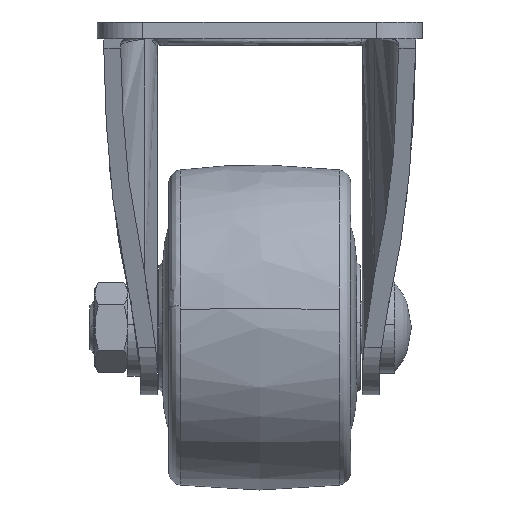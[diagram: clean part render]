
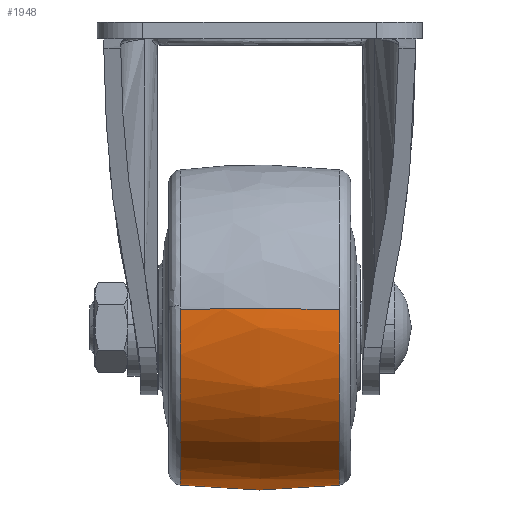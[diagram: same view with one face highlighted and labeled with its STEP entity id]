
A CAD part, left-side view. The second image highlights one B-rep face of the part: STEP entity #1948.
In plain terms, the highlighted free-form (B-spline) face has degree [2, 2] with [3, 9] control points.
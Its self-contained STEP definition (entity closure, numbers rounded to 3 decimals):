
#1449=CARTESIAN_POINT('',(7.437,-12.245,-23.921));
#1450=VERTEX_POINT('',#1449);
#1451=CARTESIAN_POINT('',(0.0,-12.245,-22.753));
#1452=VERTEX_POINT('',#1451);
#1453=CARTESIAN_POINT('',(7.437,-12.245,-23.921));
#1454=CARTESIAN_POINT('',(3.81,-12.245,-22.753));
#1455=CARTESIAN_POINT('',(0.0,-12.245,-22.753));
#1463=(BOUNDED_CURVE()B_SPLINE_CURVE(2,(#1453,#1454,#1455),.UNSPECIFIED.,.F.,.U.)B_SPLINE_CURVE_WITH_KNOTS((3,3),(0.448,0.5),.UNSPECIFIED.)CURVE()GEOMETRIC_REPRESENTATION_ITEM()RATIONAL_B_SPLINE_CURVE((0.903,0.939,1.0))REPRESENTATION_ITEM(''));
#1464=EDGE_CURVE('',#1450,#1452,#1463,.T.);
#1466=CARTESIAN_POINT('',(-24.085,-12.245,-44.2));
#1467=VERTEX_POINT('',#1466);
#1481=CARTESIAN_POINT('',(0.0,-12.245,-71.247));
#1482=VERTEX_POINT('',#1481);
#1483=CARTESIAN_POINT('',(-24.085,-12.245,-44.2));
#1484=CARTESIAN_POINT('',(-24.247,-12.245,-45.595));
#1485=CARTESIAN_POINT('',(-24.247,-12.245,-47.));
#1486=CARTESIAN_POINT('',(-24.247,-12.245,-71.247));
#1487=CARTESIAN_POINT('',(0.0,-12.245,-71.247));
#1495=(BOUNDED_CURVE()B_SPLINE_CURVE(2,(#1483,#1484,#1485,#1486,#1487),.UNSPECIFIED.,.F.,.U.)B_SPLINE_CURVE_WITH_KNOTS((3,2,3),(0.73,0.75,1.0),.UNSPECIFIED.)CURVE()GEOMETRIC_REPRESENTATION_ITEM()RATIONAL_B_SPLINE_CURVE((0.957,0.977,1.0,0.707,1.0))REPRESENTATION_ITEM(''));
#1496=EDGE_CURVE('',#1467,#1482,#1495,.T.);
#1498=CARTESIAN_POINT('',(24.093,-12.245,-44.264));
#1499=VERTEX_POINT('',#1498);
#1500=CARTESIAN_POINT('',(0.0,-12.245,-71.247));
#1501=CARTESIAN_POINT('',(24.247,-12.245,-71.247));
#1502=CARTESIAN_POINT('',(24.247,-12.245,-47.));
#1503=CARTESIAN_POINT('',(24.247,-12.245,-45.627));
#1504=CARTESIAN_POINT('',(24.093,-12.245,-44.264));
#1512=(BOUNDED_CURVE()B_SPLINE_CURVE(2,(#1500,#1501,#1502,#1503,#1504),.UNSPECIFIED.,.F.,.U.)B_SPLINE_CURVE_WITH_KNOTS((3,2,3),(0.0,0.25,0.27),.UNSPECIFIED.)CURVE()GEOMETRIC_REPRESENTATION_ITEM()RATIONAL_B_SPLINE_CURVE((1.0,0.707,1.0,0.977,0.958))REPRESENTATION_ITEM(''));
#1513=EDGE_CURVE('',#1482,#1499,#1512,.T.);
#1618=CARTESIAN_POINT('',(24.093,-12.245,-44.264));
#1619=CARTESIAN_POINT('',(22.327,-12.245,-28.72));
#1620=CARTESIAN_POINT('',(7.437,-12.245,-23.921));
#1628=(BOUNDED_CURVE()B_SPLINE_CURVE(2,(#1618,#1619,#1620),.UNSPECIFIED.,.F.,.U.)B_SPLINE_CURVE_WITH_KNOTS((3,3),(0.27,0.448),.UNSPECIFIED.)CURVE()GEOMETRIC_REPRESENTATION_ITEM()RATIONAL_B_SPLINE_CURVE((0.958,0.782,0.903))REPRESENTATION_ITEM(''));
#1629=EDGE_CURVE('',#1499,#1450,#1628,.T.);
#1672=CARTESIAN_POINT('',(24.241,12.245,-47.546));
#1673=VERTEX_POINT('',#1672);
#1674=CARTESIAN_POINT('',(0.0,12.245,-22.753));
#1675=VERTEX_POINT('',#1674);
#1676=CARTESIAN_POINT('',(24.241,12.245,-47.546));
#1677=CARTESIAN_POINT('',(24.247,12.245,-47.273));
#1678=CARTESIAN_POINT('',(24.247,12.245,-47.));
#1679=CARTESIAN_POINT('',(24.247,12.245,-22.753));
#1680=CARTESIAN_POINT('',(0.0,12.245,-22.753));
#1688=(BOUNDED_CURVE()B_SPLINE_CURVE(2,(#1676,#1677,#1678,#1679,#1680),.UNSPECIFIED.,.F.,.U.)B_SPLINE_CURVE_WITH_KNOTS((3,2,3),(0.246,0.25,0.5),.UNSPECIFIED.)CURVE()GEOMETRIC_REPRESENTATION_ITEM()RATIONAL_B_SPLINE_CURVE((0.991,0.995,1.0,0.707,1.0))REPRESENTATION_ITEM(''));
#1689=EDGE_CURVE('',#1673,#1675,#1688,.T.);
#1798=CARTESIAN_POINT('',(0.0,12.245,-71.247));
#1799=VERTEX_POINT('',#1798);
#1800=CARTESIAN_POINT('',(0.0,12.245,-71.247));
#1801=CARTESIAN_POINT('',(23.708,12.245,-71.247));
#1802=CARTESIAN_POINT('',(24.241,12.245,-47.546));
#1810=(BOUNDED_CURVE()B_SPLINE_CURVE(2,(#1800,#1801,#1802),.UNSPECIFIED.,.F.,.U.)B_SPLINE_CURVE_WITH_KNOTS((3,3),(0.0,0.246),.UNSPECIFIED.)CURVE()GEOMETRIC_REPRESENTATION_ITEM()RATIONAL_B_SPLINE_CURVE((1.0,0.712,0.991))REPRESENTATION_ITEM(''));
#1811=EDGE_CURVE('',#1799,#1673,#1810,.T.);
#1813=CARTESIAN_POINT('',(-24.085,12.245,-44.2));
#1814=VERTEX_POINT('',#1813);
#1815=CARTESIAN_POINT('',(-24.085,12.245,-44.2));
#1816=CARTESIAN_POINT('',(-24.247,12.245,-45.595));
#1817=CARTESIAN_POINT('',(-24.247,12.245,-47.));
#1818=CARTESIAN_POINT('',(-24.247,12.245,-71.247));
#1819=CARTESIAN_POINT('',(0.0,12.245,-71.247));
#1827=(BOUNDED_CURVE()B_SPLINE_CURVE(2,(#1815,#1816,#1817,#1818,#1819),.UNSPECIFIED.,.F.,.U.)B_SPLINE_CURVE_WITH_KNOTS((3,2,3),(0.73,0.75,1.0),.UNSPECIFIED.)CURVE()GEOMETRIC_REPRESENTATION_ITEM()RATIONAL_B_SPLINE_CURVE((0.957,0.977,1.0,0.707,1.0))REPRESENTATION_ITEM(''));
#1828=EDGE_CURVE('',#1814,#1799,#1827,.T.);
#1878=CARTESIAN_POINT('',(-23.929,-13.458,-44.218));
#1879=CARTESIAN_POINT('',(-25.745,0.,-44.007));
#1880=CARTESIAN_POINT('',(-23.929,13.458,-44.218));
#1881=CARTESIAN_POINT('',(-24.09,-13.458,-45.605));
#1882=CARTESIAN_POINT('',(-25.918,0.,-45.499));
#1883=CARTESIAN_POINT('',(-24.09,13.458,-45.605));
#1884=CARTESIAN_POINT('',(-24.09,-13.458,-47.));
#1885=CARTESIAN_POINT('',(-25.918,0.,-47.));
#1886=CARTESIAN_POINT('',(-24.09,13.458,-47.));
#1887=CARTESIAN_POINT('',(-24.09,-13.458,-71.09));
#1888=CARTESIAN_POINT('',(-25.918,0.,-72.918));
#1889=CARTESIAN_POINT('',(-24.09,13.458,-71.09));
#1890=CARTESIAN_POINT('',(0.0,-13.458,-71.09));
#1891=CARTESIAN_POINT('',(0.0,0.,-72.918));
#1892=CARTESIAN_POINT('',(0.0,13.458,-71.09));
#1893=CARTESIAN_POINT('',(24.09,-13.458,-71.09));
#1894=CARTESIAN_POINT('',(25.918,0.,-72.918));
#1895=CARTESIAN_POINT('',(24.09,13.458,-71.09));
#1896=CARTESIAN_POINT('',(24.09,-13.458,-47.));
#1897=CARTESIAN_POINT('',(25.918,0.,-47.));
#1898=CARTESIAN_POINT('',(24.09,13.458,-47.));
#1899=CARTESIAN_POINT('',(24.09,-13.458,-22.91));
#1900=CARTESIAN_POINT('',(25.918,0.,-21.082));
#1901=CARTESIAN_POINT('',(24.09,13.458,-22.91));
#1902=CARTESIAN_POINT('',(0.0,-13.458,-22.91));
#1903=CARTESIAN_POINT('',(0.0,0.,-21.082));
#1904=CARTESIAN_POINT('',(0.0,13.458,-22.91));
#1912=(BOUNDED_SURFACE()B_SPLINE_SURFACE(2,2,((#1878,#1881,#1884,#1887,#1890,#1893,#1896,#1899,#1902),(#1879,#1882,#1885,#1888,#1891,#1894,#1897,#1900,#1903),(#1880,#1883,#1886,#1889,#1892,#1895,#1898,#1901,#1904)),.UNSPECIFIED.,.F.,.F.,.U.)B_SPLINE_SURFACE_WITH_KNOTS((3,3),(3,2,2,2,3),(0.0,27.038),(0.0,3.314,44.735,86.156,127.578),.UNSPECIFIED.)GEOMETRIC_REPRESENTATION_ITEM()RATIONAL_B_SPLINE_SURFACE(((0.841,0.858,0.879,0.622,0.879,0.622,0.879,0.622,0.879),(0.833,0.851,0.871,0.616,0.871,0.616,0.871,0.616,0.871),(0.841,0.858,0.879,0.622,0.879,0.622,0.879,0.622,0.879)))REPRESENTATION_ITEM('')SURFACE());
#1913=ORIENTED_EDGE('',*,*,#1496,.F.);
#1914=CARTESIAN_POINT('',(-24.085,-12.245,-44.2));
#1915=CARTESIAN_POINT('',(-25.586,0.,-44.026));
#1916=CARTESIAN_POINT('',(-24.085,12.245,-44.2));
#1924=(BOUNDED_CURVE()B_SPLINE_CURVE(2,(#1914,#1915,#1916),.UNSPECIFIED.,.F.,.U.)B_SPLINE_CURVE_WITH_KNOTS((3,3),(0.419,0.581),.UNSPECIFIED.)CURVE()GEOMETRIC_REPRESENTATION_ITEM()RATIONAL_B_SPLINE_CURVE((0.84,0.834,0.84))REPRESENTATION_ITEM(''));
#1925=EDGE_CURVE('',#1467,#1814,#1924,.T.);
#1926=ORIENTED_EDGE('',*,*,#1925,.T.);
#1927=ORIENTED_EDGE('',*,*,#1828,.T.);
#1928=ORIENTED_EDGE('',*,*,#1811,.T.);
#1929=ORIENTED_EDGE('',*,*,#1689,.T.);
#1930=CARTESIAN_POINT('',(0.0,-12.245,-22.753));
#1931=CARTESIAN_POINT('',(0.0,0.,-21.242));
#1932=CARTESIAN_POINT('',(0.0,12.245,-22.753));
#1940=(BOUNDED_CURVE()B_SPLINE_CURVE(2,(#1930,#1931,#1932),.UNSPECIFIED.,.F.,.U.)B_SPLINE_CURVE_WITH_KNOTS((3,3),(0.419,0.581),.UNSPECIFIED.)CURVE()GEOMETRIC_REPRESENTATION_ITEM()RATIONAL_B_SPLINE_CURVE((0.878,0.872,0.878))REPRESENTATION_ITEM(''));
#1941=EDGE_CURVE('',#1452,#1675,#1940,.T.);
#1942=ORIENTED_EDGE('',*,*,#1941,.F.);
#1943=ORIENTED_EDGE('',*,*,#1464,.F.);
#1944=ORIENTED_EDGE('',*,*,#1629,.F.);
#1945=ORIENTED_EDGE('',*,*,#1513,.F.);
#1946=EDGE_LOOP('',(#1913,#1926,#1927,#1928,#1929,#1942,#1943,#1944,#1945));
#1947=FACE_OUTER_BOUND('',#1946,.T.);
#1948=ADVANCED_FACE('',(#1947),#1912,.T.);
